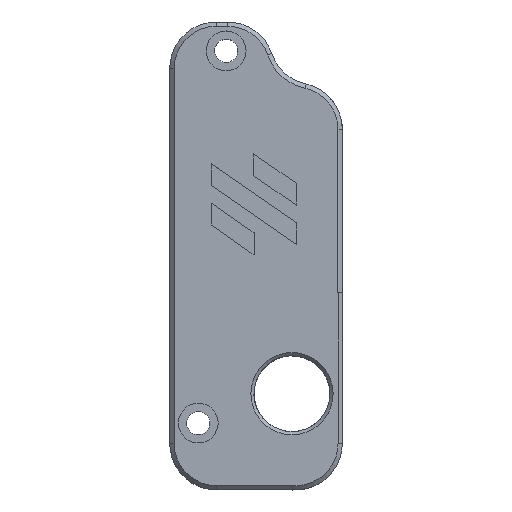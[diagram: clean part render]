
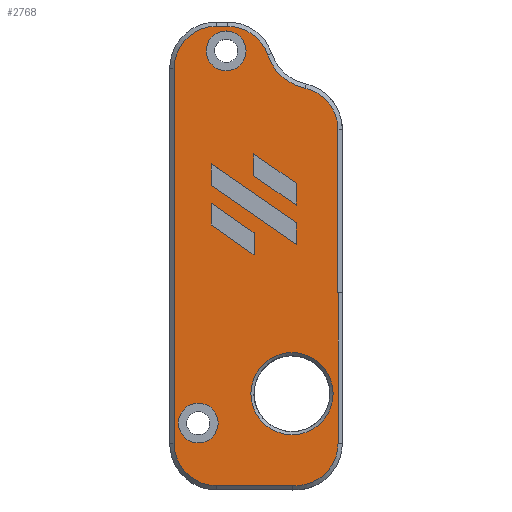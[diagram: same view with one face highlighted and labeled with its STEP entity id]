
A CAD part, top view. The second image highlights one B-rep face of the part: STEP entity #2768.
In plain terms, the highlighted planar face has unit normal (0, 0, 1).
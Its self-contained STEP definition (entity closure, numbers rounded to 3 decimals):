
#38=FACE_BOUND('',#427,.T.);
#39=FACE_BOUND('',#428,.T.);
#40=FACE_BOUND('',#429,.T.);
#41=FACE_BOUND('',#430,.T.);
#42=FACE_BOUND('',#431,.T.);
#43=FACE_BOUND('',#432,.T.);
#122=PLANE('',#2995);
#267=FACE_OUTER_BOUND('',#426,.T.);
#426=EDGE_LOOP('',(#2407,#2408,#2409,#2410,#2411,#2412,#2413,#2414,#2415,
#2416,#2417,#2418,#2419));
#427=EDGE_LOOP('',(#2420));
#428=EDGE_LOOP('',(#2421));
#429=EDGE_LOOP('',(#2422));
#430=EDGE_LOOP('',(#2423,#2424,#2425,#2426));
#431=EDGE_LOOP('',(#2427,#2428,#2429,#2430));
#432=EDGE_LOOP('',(#2431,#2432,#2433,#2434));
#499=CIRCLE('',#2870,6.35);
#501=CIRCLE('',#2873,7.65);
#503=CIRCLE('',#2876,6.35);
#505=CIRCLE('',#2880,6.35);
#507=CIRCLE('',#2884,6.35);
#533=CIRCLE('',#2980,3.);
#536=CIRCLE('',#2985,3.);
#538=CIRCLE('',#2994,6.2);
#539=CIRCLE('',#2996,6.36);
#669=LINE('',#6030,#938);
#674=LINE('',#6053,#943);
#678=LINE('',#6065,#947);
#682=LINE('',#6077,#951);
#684=LINE('',#6085,#953);
#701=LINE('',#6121,#970);
#703=LINE('',#6125,#972);
#705=LINE('',#6129,#974);
#707=LINE('',#6132,#976);
#713=LINE('',#6146,#982);
#715=LINE('',#6150,#984);
#717=LINE('',#6154,#986);
#719=LINE('',#6157,#988);
#725=LINE('',#6171,#994);
#727=LINE('',#6175,#996);
#729=LINE('',#6179,#998);
#731=LINE('',#6182,#1000);
#808=LINE('',#6401,#1077);
#812=LINE('',#6412,#1081);
#938=VECTOR('',#3212,10.);
#943=VECTOR('',#3237,10.);
#947=VECTOR('',#3249,10.);
#951=VECTOR('',#3261,10.);
#953=VECTOR('',#3265,10.);
#970=VECTOR('',#3304,10.);
#972=VECTOR('',#3308,10.);
#974=VECTOR('',#3312,10.);
#976=VECTOR('',#3316,10.);
#982=VECTOR('',#3326,10.);
#984=VECTOR('',#3330,10.);
#986=VECTOR('',#3334,10.);
#988=VECTOR('',#3338,10.);
#994=VECTOR('',#3348,10.);
#996=VECTOR('',#3352,10.);
#998=VECTOR('',#3356,10.);
#1000=VECTOR('',#3360,10.);
#1077=VECTOR('',#3601,10.);
#1081=VECTOR('',#3613,10.);
#1256=VERTEX_POINT('',#6024);
#1258=VERTEX_POINT('',#6028);
#1260=VERTEX_POINT('',#6034);
#1262=VERTEX_POINT('',#6040);
#1264=VERTEX_POINT('',#6046);
#1266=VERTEX_POINT('',#6051);
#1268=VERTEX_POINT('',#6058);
#1270=VERTEX_POINT('',#6063);
#1272=VERTEX_POINT('',#6070);
#1274=VERTEX_POINT('',#6075);
#1275=VERTEX_POINT('',#6080);
#1283=VERTEX_POINT('',#6118);
#1284=VERTEX_POINT('',#6120);
#1285=VERTEX_POINT('',#6124);
#1286=VERTEX_POINT('',#6128);
#1291=VERTEX_POINT('',#6143);
#1292=VERTEX_POINT('',#6145);
#1293=VERTEX_POINT('',#6149);
#1294=VERTEX_POINT('',#6153);
#1299=VERTEX_POINT('',#6168);
#1300=VERTEX_POINT('',#6170);
#1301=VERTEX_POINT('',#6174);
#1302=VERTEX_POINT('',#6178);
#1356=VERTEX_POINT('',#6374);
#1359=VERTEX_POINT('',#6383);
#1362=VERTEX_POINT('',#6400);
#1364=VERTEX_POINT('',#6406);
#1365=VERTEX_POINT('',#6410);
#1554=EDGE_CURVE('',#1258,#1256,#669,.T.);
#1557=EDGE_CURVE('',#1260,#1258,#499,.T.);
#1560=EDGE_CURVE('',#1262,#1260,#501,.T.);
#1563=EDGE_CURVE('',#1264,#1262,#503,.T.);
#1565=EDGE_CURVE('',#1266,#1264,#674,.T.);
#1569=EDGE_CURVE('',#1268,#1266,#505,.T.);
#1571=EDGE_CURVE('',#1270,#1268,#678,.T.);
#1575=EDGE_CURVE('',#1272,#1270,#507,.T.);
#1577=EDGE_CURVE('',#1274,#1272,#682,.T.);
#1580=EDGE_CURVE('',#1274,#1275,#684,.T.);
#1598=EDGE_CURVE('',#1284,#1283,#701,.T.);
#1600=EDGE_CURVE('',#1285,#1284,#703,.T.);
#1602=EDGE_CURVE('',#1286,#1285,#705,.T.);
#1604=EDGE_CURVE('',#1283,#1286,#707,.T.);
#1610=EDGE_CURVE('',#1292,#1291,#713,.T.);
#1612=EDGE_CURVE('',#1293,#1292,#715,.T.);
#1614=EDGE_CURVE('',#1294,#1293,#717,.T.);
#1616=EDGE_CURVE('',#1291,#1294,#719,.T.);
#1622=EDGE_CURVE('',#1300,#1299,#725,.T.);
#1624=EDGE_CURVE('',#1301,#1300,#727,.T.);
#1626=EDGE_CURVE('',#1302,#1301,#729,.T.);
#1628=EDGE_CURVE('',#1299,#1302,#731,.T.);
#1723=EDGE_CURVE('',#1356,#1356,#533,.T.);
#1727=EDGE_CURVE('',#1359,#1359,#536,.T.);
#1734=EDGE_CURVE('',#1362,#1256,#808,.F.);
#1737=EDGE_CURVE('',#1364,#1364,#538,.T.);
#1739=EDGE_CURVE('',#1365,#1275,#539,.T.);
#1740=EDGE_CURVE('',#1362,#1365,#812,.T.);
#2407=ORIENTED_EDGE('',*,*,#1554,.F.);
#2408=ORIENTED_EDGE('',*,*,#1557,.F.);
#2409=ORIENTED_EDGE('',*,*,#1560,.F.);
#2410=ORIENTED_EDGE('',*,*,#1563,.F.);
#2411=ORIENTED_EDGE('',*,*,#1565,.F.);
#2412=ORIENTED_EDGE('',*,*,#1569,.F.);
#2413=ORIENTED_EDGE('',*,*,#1571,.F.);
#2414=ORIENTED_EDGE('',*,*,#1575,.F.);
#2415=ORIENTED_EDGE('',*,*,#1577,.F.);
#2416=ORIENTED_EDGE('',*,*,#1580,.T.);
#2417=ORIENTED_EDGE('',*,*,#1739,.F.);
#2418=ORIENTED_EDGE('',*,*,#1740,.F.);
#2419=ORIENTED_EDGE('',*,*,#1734,.T.);
#2420=ORIENTED_EDGE('',*,*,#1737,.F.);
#2421=ORIENTED_EDGE('',*,*,#1727,.T.);
#2422=ORIENTED_EDGE('',*,*,#1723,.T.);
#2423=ORIENTED_EDGE('',*,*,#1622,.T.);
#2424=ORIENTED_EDGE('',*,*,#1628,.T.);
#2425=ORIENTED_EDGE('',*,*,#1626,.T.);
#2426=ORIENTED_EDGE('',*,*,#1624,.T.);
#2427=ORIENTED_EDGE('',*,*,#1610,.T.);
#2428=ORIENTED_EDGE('',*,*,#1616,.T.);
#2429=ORIENTED_EDGE('',*,*,#1614,.T.);
#2430=ORIENTED_EDGE('',*,*,#1612,.T.);
#2431=ORIENTED_EDGE('',*,*,#1598,.T.);
#2432=ORIENTED_EDGE('',*,*,#1604,.T.);
#2433=ORIENTED_EDGE('',*,*,#1602,.T.);
#2434=ORIENTED_EDGE('',*,*,#1600,.T.);
#2768=ADVANCED_FACE('',(#267,#38,#39,#40,#41,#42,#43),#122,.T.);
#2870=AXIS2_PLACEMENT_3D('',#6036,#3218,#3219);
#2873=AXIS2_PLACEMENT_3D('',#6042,#3225,#3226);
#2876=AXIS2_PLACEMENT_3D('',#6048,#3232,#3233);
#2880=AXIS2_PLACEMENT_3D('',#6060,#3244,#3245);
#2884=AXIS2_PLACEMENT_3D('',#6072,#3256,#3257);
#2980=AXIS2_PLACEMENT_3D('',#6376,#3569,#3570);
#2985=AXIS2_PLACEMENT_3D('',#6385,#3580,#3581);
#2994=AXIS2_PLACEMENT_3D('',#6407,#3606,#3607);
#2995=AXIS2_PLACEMENT_3D('',#6409,#3609,#3610);
#2996=AXIS2_PLACEMENT_3D('',#6411,#3611,#3612);
#3212=DIRECTION('',(0.,-1.,0.));
#3218=DIRECTION('center_axis',(0.,0.,-1.));
#3219=DIRECTION('ref_axis',(1.,0.,0.));
#3225=DIRECTION('center_axis',(0.,0.,1.));
#3226=DIRECTION('ref_axis',(-0.707,-0.707,0.));
#3232=DIRECTION('center_axis',(0.,0.,-1.));
#3233=DIRECTION('ref_axis',(0.,1.,0.));
#3237=DIRECTION('',(1.,0.,0.));
#3244=DIRECTION('center_axis',(0.,0.,-1.));
#3245=DIRECTION('ref_axis',(-0.707,0.707,0.));
#3249=DIRECTION('',(0.,1.,0.));
#3256=DIRECTION('center_axis',(0.,0.,-1.));
#3257=DIRECTION('ref_axis',(-0.707,-0.707,0.));
#3261=DIRECTION('',(-1.,0.,0.));
#3265=DIRECTION('',(0.,1.,0.));
#3304=DIRECTION('',(0.002,-1.,0.));
#3308=DIRECTION('',(0.822,-0.569,0.));
#3312=DIRECTION('',(0.,1.,0.));
#3316=DIRECTION('',(-0.821,0.571,0.));
#3326=DIRECTION('',(0.002,-1.,0.));
#3330=DIRECTION('',(0.822,-0.57,0.));
#3334=DIRECTION('',(0.,1.,0.));
#3338=DIRECTION('',(-0.823,0.568,0.));
#3348=DIRECTION('',(-0.821,0.571,0.));
#3352=DIRECTION('',(0.,-1.,0.));
#3356=DIRECTION('',(0.823,-0.569,0.));
#3360=DIRECTION('',(0.,1.,0.));
#3569=DIRECTION('center_axis',(0.,0.,-1.));
#3570=DIRECTION('ref_axis',(1.,0.,0.));
#3580=DIRECTION('center_axis',(0.,0.,-1.));
#3581=DIRECTION('ref_axis',(1.,0.,0.));
#3601=DIRECTION('',(1.,0.,0.));
#3606=DIRECTION('center_axis',(0.,0.,1.));
#3607=DIRECTION('ref_axis',(-1.,0.,0.));
#3609=DIRECTION('center_axis',(0.,0.,1.));
#3610=DIRECTION('ref_axis',(1.,0.,0.));
#3611=DIRECTION('center_axis',(0.,0.,-1.));
#3612=DIRECTION('ref_axis',(0.707,-0.707,0.));
#3613=DIRECTION('',(0.,-1.,0.));
#6024=CARTESIAN_POINT('',(44.35,-31.3,55.6));
#6028=CARTESIAN_POINT('',(44.35,-6.675,55.6));
#6030=CARTESIAN_POINT('',(44.35,-28.525,55.6));
#6034=CARTESIAN_POINT('',(39.361,-0.472,55.6));
#6036=CARTESIAN_POINT('Origin',(38.,-6.675,55.6));
#6040=CARTESIAN_POINT('',(33.756,4.541,55.6));
#6042=CARTESIAN_POINT('Origin',(41.,7.,55.6));
#6046=CARTESIAN_POINT('',(27.743,8.85,55.6));
#6048=CARTESIAN_POINT('Origin',(27.743,2.5,55.6));
#6051=CARTESIAN_POINT('',(26.,8.85,55.6));
#6053=CARTESIAN_POINT('',(33.,8.85,55.6));
#6058=CARTESIAN_POINT('',(19.65,2.5,55.6));
#6060=CARTESIAN_POINT('Origin',(26.,2.5,55.6));
#6063=CARTESIAN_POINT('',(19.65,-54.,55.6));
#6065=CARTESIAN_POINT('',(19.65,-8.125,55.6));
#6070=CARTESIAN_POINT('',(26.,-60.35,55.6));
#6072=CARTESIAN_POINT('Origin',(26.,-54.,55.6));
#6075=CARTESIAN_POINT('',(37.5,-60.35,55.6));
#6077=CARTESIAN_POINT('',(25.5,-60.35,55.6));
#6080=CARTESIAN_POINT('',(37.5,-60.34,55.6));
#6085=CARTESIAN_POINT('',(37.5,-53.5,55.6));
#6118=CARTESIAN_POINT('',(38.057,-24.039,55.6));
#6120=CARTESIAN_POINT('',(38.052,-20.743,55.6));
#6121=CARTESIAN_POINT('',(38.057,-24.065,55.6));
#6124=CARTESIAN_POINT('',(25.24,-11.872,55.6));
#6125=CARTESIAN_POINT('',(33.975,-17.92,55.6));
#6128=CARTESIAN_POINT('',(25.24,-15.13,55.6));
#6129=CARTESIAN_POINT('',(25.24,-19.625,55.6));
#6132=CARTESIAN_POINT('',(33.212,-20.671,55.6));
#6143=CARTESIAN_POINT('',(38.057,-18.087,55.6));
#6145=CARTESIAN_POINT('',(38.052,-14.802,55.6));
#6146=CARTESIAN_POINT('',(38.062,-21.092,55.6));
#6149=CARTESIAN_POINT('',(31.657,-10.367,55.6));
#6150=CARTESIAN_POINT('',(36.973,-14.054,55.6));
#6153=CARTESIAN_POINT('',(31.657,-13.673,55.6));
#6154=CARTESIAN_POINT('',(31.657,-18.885,55.6));
#6157=CARTESIAN_POINT('',(36.195,-16.803,55.6));
#6168=CARTESIAN_POINT('',(25.24,-21.087,55.6));
#6170=CARTESIAN_POINT('',(31.702,-25.587,55.6));
#6171=CARTESIAN_POINT('',(30.225,-24.558,55.6));
#6174=CARTESIAN_POINT('',(31.702,-22.259,55.6));
#6175=CARTESIAN_POINT('',(31.702,-24.836,55.6));
#6178=CARTESIAN_POINT('',(25.24,-17.791,55.6));
#6179=CARTESIAN_POINT('',(31.004,-21.776,55.6));
#6182=CARTESIAN_POINT('',(25.24,-22.595,55.6));
#6374=CARTESIAN_POINT('',(20.3,-50.93,55.6));
#6376=CARTESIAN_POINT('Origin',(23.3,-50.93,55.6));
#6383=CARTESIAN_POINT('',(24.5,5.15,55.6));
#6385=CARTESIAN_POINT('Origin',(27.5,5.15,55.6));
#6400=CARTESIAN_POINT('',(44.36,-31.3,55.6));
#6401=CARTESIAN_POINT('',(43.125,-31.3,55.6));
#6406=CARTESIAN_POINT('',(31.225,-46.5,55.6));
#6407=CARTESIAN_POINT('Origin',(37.425,-46.5,55.6));
#6409=CARTESIAN_POINT('Origin',(41.25,-46.25,55.6));
#6410=CARTESIAN_POINT('',(44.36,-54.,55.6));
#6411=CARTESIAN_POINT('Origin',(38.,-54.,55.6));
#6412=CARTESIAN_POINT('',(44.36,-53.625,55.6));
